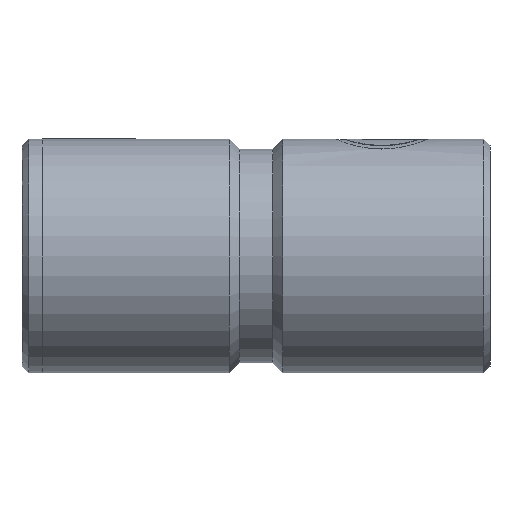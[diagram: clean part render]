
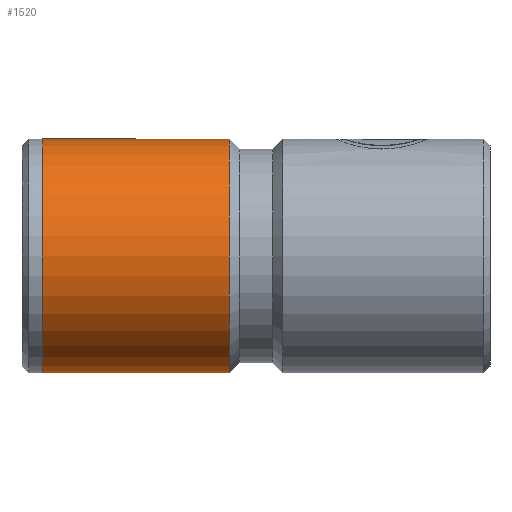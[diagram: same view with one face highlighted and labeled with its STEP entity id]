
A CAD part, left-side view. The second image highlights one B-rep face of the part: STEP entity #1520.
In plain terms, the highlighted cylindrical face has radius 17.5 mm (diameter 35 mm), a partial arc.
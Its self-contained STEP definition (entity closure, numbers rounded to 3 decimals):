
#117 = VERTEX_POINT ( 'NONE', #913 ) ;
#142 = DIRECTION ( 'NONE',  ( 0., -1., 0. ) ) ;
#150 = EDGE_LOOP ( 'NONE', ( #1516, #1175, #937, #895 ) ) ;
#204 = CARTESIAN_POINT ( 'NONE',  ( 0., 0., 17.5 ) ) ;
#243 = VERTEX_POINT ( 'NONE', #431 ) ;
#346 = CARTESIAN_POINT ( 'NONE',  ( 0., 67., 0. ) ) ;
#377 = AXIS2_PLACEMENT_3D ( 'NONE', #1092, #550, #1512 ) ;
#426 = EDGE_CURVE ( 'NONE', #117, #243, #717, .T. ) ;
#431 = CARTESIAN_POINT ( 'NONE',  ( 0., 39., -17.5 ) ) ;
#481 = DIRECTION ( 'NONE',  ( 0., -1., 0. ) ) ;
#488 = DIRECTION ( 'NONE',  ( 0., 0., -1. ) ) ;
#509 = VERTEX_POINT ( 'NONE', #1219 ) ;
#550 = DIRECTION ( 'NONE',  ( 0., -1., 0. ) ) ;
#584 = FACE_OUTER_BOUND ( 'NONE', #150, .T. ) ;
#660 = CARTESIAN_POINT ( 'NONE',  ( 0., 0., -17.5 ) ) ;
#717 = LINE ( 'NONE', #660, #1760 ) ;
#721 = EDGE_CURVE ( 'NONE', #509, #117, #1550, .T. ) ;
#833 = VECTOR ( 'NONE', #481, 1000. ) ;
#865 = AXIS2_PLACEMENT_3D ( 'NONE', #959, #142, #1090 ) ;
#895 = ORIENTED_EDGE ( 'NONE', *, *, #1279, .F. ) ;
#913 = CARTESIAN_POINT ( 'NONE',  ( 0., 67., -17.5 ) ) ;
#937 = ORIENTED_EDGE ( 'NONE', *, *, #426, .T. ) ;
#959 = CARTESIAN_POINT ( 'NONE',  ( 0., 39., 0. ) ) ;
#1026 = CARTESIAN_POINT ( 'NONE',  ( 0., 39., 17.5 ) ) ;
#1090 = DIRECTION ( 'NONE',  ( 0., 0., -1. ) ) ;
#1092 = CARTESIAN_POINT ( 'NONE',  ( 0., 0., 0. ) ) ;
#1175 = ORIENTED_EDGE ( 'NONE', *, *, #721, .T. ) ;
#1219 = CARTESIAN_POINT ( 'NONE',  ( 0., 67., 17.5 ) ) ;
#1264 = CYLINDRICAL_SURFACE ( 'NONE', #377, 17.5 ) ;
#1279 = EDGE_CURVE ( 'NONE', #1738, #243, #1568, .T. ) ;
#1302 = AXIS2_PLACEMENT_3D ( 'NONE', #346, #1303, #488 ) ;
#1303 = DIRECTION ( 'NONE',  ( 0., -1., 0. ) ) ;
#1424 = LINE ( 'NONE', #204, #833 ) ;
#1512 = DIRECTION ( 'NONE',  ( 0., 0., -1. ) ) ;
#1516 = ORIENTED_EDGE ( 'NONE', *, *, #1739, .F. ) ;
#1520 = ADVANCED_FACE ( 'NONE', ( #584 ), #1264, .T. ) ;
#1550 = CIRCLE ( 'NONE', #1302, 17.5 ) ;
#1568 = CIRCLE ( 'NONE', #865, 17.5 ) ;
#1609 = DIRECTION ( 'NONE',  ( 0., -1., 0. ) ) ;
#1738 = VERTEX_POINT ( 'NONE', #1026 ) ;
#1739 = EDGE_CURVE ( 'NONE', #509, #1738, #1424, .T. ) ;
#1760 = VECTOR ( 'NONE', #1609, 1000. ) ;
